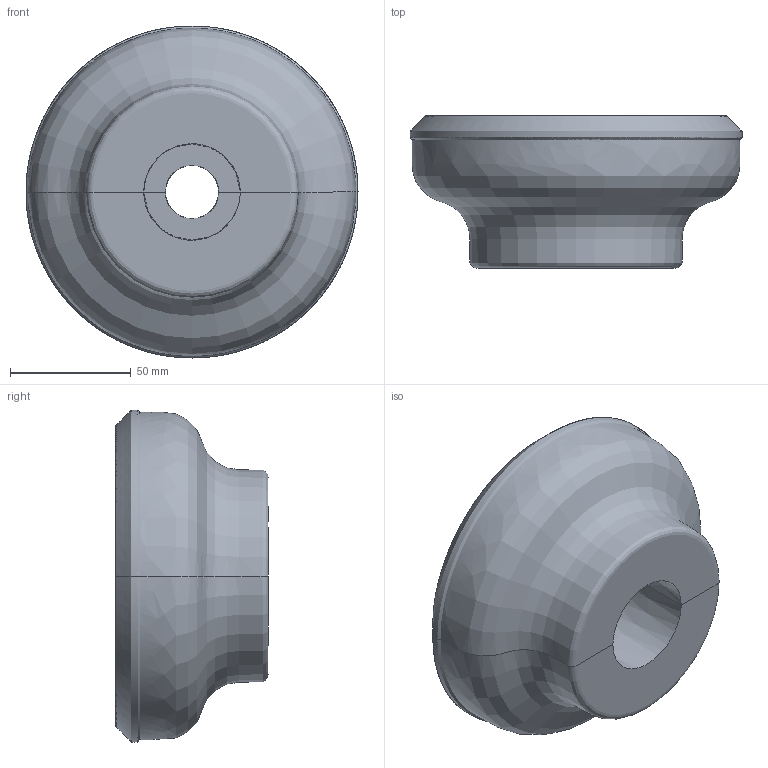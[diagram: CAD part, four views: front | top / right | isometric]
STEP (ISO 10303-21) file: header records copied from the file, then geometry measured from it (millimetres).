
FILE_DESCRIPTION (( 'STEP AP214' ), '1' );
FILE_NAME ('600m w d125-12.STEP', '2016-07-24T21:17:21', ( '' ), ( '' ), 'SwSTEP 2.0', 'SolidWorks 2016', '' );
FILE_SCHEMA (( 'AUTOMOTIVE_DESIGN' ));
Length unit declared in the file: millimetre
Products named in the file (1): 600m w d125-12
Bounding box: 137.56 x 63 x 137.56 mm (x, y, z)
Surface area: 52529.7 mm2 (no closed solid volume)
Topology: 0 solids, 1 shells, 4 faces, 12 edges, 9 vertices
Faces by surface type: bspline 4
Entity records: 665 total; most frequent: CARTESIAN_POINT 586, ORIENTED_EDGE 16, EDGE_CURVE 12, VERTEX_POINT 9, FACE_OUTER_BOUND 4, ADVANCED_FACE 4, EDGE_LOOP 4, UNCERTAINTY_MEASURE_WITH_UNIT 2
